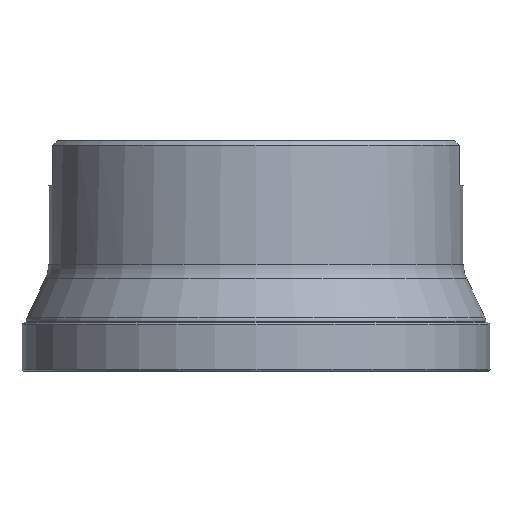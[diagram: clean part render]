
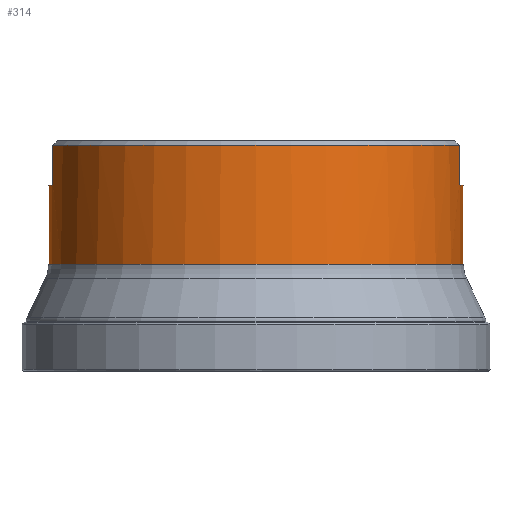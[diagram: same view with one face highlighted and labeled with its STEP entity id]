
A CAD part, left-side view. The second image highlights one B-rep face of the part: STEP entity #314.
In plain terms, the highlighted cylindrical face has radius 45 mm (diameter 90 mm), a full revolution.
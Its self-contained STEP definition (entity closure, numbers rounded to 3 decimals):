
#39=CYLINDRICAL_SURFACE('',#1536,45.);
#104=LINE('',#2465,#148);
#105=LINE('',#2467,#149);
#106=LINE('',#2508,#150);
#107=LINE('',#2509,#151);
#148=VECTOR('',#1787,1.);
#149=VECTOR('',#1788,1.);
#150=VECTOR('',#1791,1.);
#151=VECTOR('',#1792,1.);
#314=ADVANCED_FACE('',(#519,#520),#39,.T.);
#445=B_SPLINE_CURVE_WITH_KNOTS('',3,(#2469,#2470,#2471,#2472,#2473,#2474,
#2475,#2476,#2477,#2478,#2479,#2480,#2481,#2482,#2483,#2484,#2485,#2486,
#2487),.UNSPECIFIED.,.F.,.F.,(4,3,3,3,3,3,4),(0.,0.077,0.371,
0.796,0.885,0.955,1.),.UNSPECIFIED.);
#446=B_SPLINE_CURVE_WITH_KNOTS('',3,(#2491,#2492,#2493,#2494,#2495,#2496,
#2497,#2498,#2499,#2500,#2501,#2502,#2503,#2504,#2505,#2506),
 .UNSPECIFIED.,.F.,.F.,(4,3,3,3,3,4),(0.,0.041,0.106,
0.366,0.787,1.),.UNSPECIFIED.);
#447=B_SPLINE_CURVE_WITH_KNOTS('',3,(#2511,#2512,#2513,#2514,#2515,#2516,
#2517,#2518,#2519,#2520,#2521,#2522,#2523,#2524,#2525,#2526,#2527,#2528,
#2529),.UNSPECIFIED.,.F.,.F.,(4,3,3,3,3,3,4),(0.,0.077,0.371,
0.796,0.885,0.955,1.),.UNSPECIFIED.);
#448=B_SPLINE_CURVE_WITH_KNOTS('',3,(#2533,#2534,#2535,#2536,#2537,#2538,
#2539,#2540,#2541,#2542,#2543,#2544,#2545,#2546,#2547,#2548),
 .UNSPECIFIED.,.F.,.F.,(4,3,3,3,3,4),(0.,0.041,0.106,
0.366,0.787,1.),.UNSPECIFIED.);
#519=FACE_BOUND('',#628,.T.);
#520=FACE_BOUND('',#629,.T.);
#628=EDGE_LOOP('',(#797,#798,#799,#800,#801,#802,#803,#804,#805,#806,#807,
#808));
#629=EDGE_LOOP('',(#809));
#797=ORIENTED_EDGE('',*,*,#1258,.T.);
#798=ORIENTED_EDGE('',*,*,#1241,.F.);
#799=ORIENTED_EDGE('',*,*,#1259,.F.);
#800=ORIENTED_EDGE('',*,*,#1260,.F.);
#801=ORIENTED_EDGE('',*,*,#1261,.F.);
#802=ORIENTED_EDGE('',*,*,#1262,.F.);
#803=ORIENTED_EDGE('',*,*,#1263,.T.);
#804=ORIENTED_EDGE('',*,*,#1237,.F.);
#805=ORIENTED_EDGE('',*,*,#1264,.F.);
#806=ORIENTED_EDGE('',*,*,#1265,.F.);
#807=ORIENTED_EDGE('',*,*,#1266,.F.);
#808=ORIENTED_EDGE('',*,*,#1267,.F.);
#809=ORIENTED_EDGE('',*,*,#1268,.T.);
#1109=VERTEX_POINT('',#2371);
#1110=VERTEX_POINT('',#2373);
#1113=VERTEX_POINT('',#2396);
#1114=VERTEX_POINT('',#2397);
#1129=VERTEX_POINT('',#2466);
#1130=VERTEX_POINT('',#2468);
#1131=VERTEX_POINT('',#2488);
#1132=VERTEX_POINT('',#2490);
#1133=VERTEX_POINT('',#2507);
#1134=VERTEX_POINT('',#2510);
#1135=VERTEX_POINT('',#2530);
#1136=VERTEX_POINT('',#2532);
#1137=VERTEX_POINT('',#2550);
#1237=EDGE_CURVE('',#1109,#1110,#1413,.T.);
#1241=EDGE_CURVE('',#1113,#1114,#1415,.T.);
#1258=EDGE_CURVE('',#1129,#1114,#104,.T.);
#1259=EDGE_CURVE('',#1130,#1113,#105,.T.);
#1260=EDGE_CURVE('',#1131,#1130,#445,.T.);
#1261=EDGE_CURVE('',#1132,#1131,#1426,.T.);
#1262=EDGE_CURVE('',#1133,#1132,#446,.T.);
#1263=EDGE_CURVE('',#1133,#1110,#106,.T.);
#1264=EDGE_CURVE('',#1134,#1109,#107,.T.);
#1265=EDGE_CURVE('',#1135,#1134,#447,.T.);
#1266=EDGE_CURVE('',#1136,#1135,#1427,.T.);
#1267=EDGE_CURVE('',#1129,#1136,#448,.T.);
#1268=EDGE_CURVE('',#1137,#1137,#1428,.T.);
#1413=CIRCLE('',#1512,45.);
#1415=CIRCLE('',#1515,45.);
#1426=CIRCLE('',#1533,45.);
#1427=CIRCLE('',#1534,45.);
#1428=CIRCLE('',#1535,45.);
#1512=AXIS2_PLACEMENT_3D('',#2372,#1743,#1744);
#1515=AXIS2_PLACEMENT_3D('',#2395,#1749,#1750);
#1533=AXIS2_PLACEMENT_3D('',#2489,#1789,#1790);
#1534=AXIS2_PLACEMENT_3D('',#2531,#1793,#1794);
#1535=AXIS2_PLACEMENT_3D('',#2549,#1795,#1796);
#1536=AXIS2_PLACEMENT_3D('',#2551,#1797,#1798);
#1743=DIRECTION('',(0.,0.,1.));
#1744=DIRECTION('',(1.,0.,0.));
#1749=DIRECTION('',(0.,0.,1.));
#1750=DIRECTION('',(1.,0.,0.));
#1787=DIRECTION('',(0.,0.,1.));
#1788=DIRECTION('',(0.,0.,1.));
#1789=DIRECTION('',(0.,0.,1.));
#1790=DIRECTION('',(-1.,0.,0.));
#1791=DIRECTION('',(0.,0.,1.));
#1792=DIRECTION('',(0.,0.,1.));
#1793=DIRECTION('',(0.,0.,1.));
#1794=DIRECTION('',(-1.,0.,0.));
#1795=DIRECTION('',(0.,0.,1.));
#1796=DIRECTION('',(1.,0.,0.));
#1797=DIRECTION('',(0.,0.,1.));
#1798=DIRECTION('',(1.,0.,0.));
#2371=CARTESIAN_POINT('',(-9.027,44.085,-1.));
#2372=CARTESIAN_POINT('',(0.,0.,-1.));
#2373=CARTESIAN_POINT('',(-9.027,-44.085,-1.));
#2395=CARTESIAN_POINT('',(0.,0.,-1.));
#2396=CARTESIAN_POINT('',(9.027,-44.085,-1.));
#2397=CARTESIAN_POINT('',(9.027,44.085,-1.));
#2465=CARTESIAN_POINT('',(9.027,44.085,-9.775));
#2466=CARTESIAN_POINT('',(9.027,44.085,-8.9));
#2467=CARTESIAN_POINT('',(9.027,-44.085,-9.775));
#2468=CARTESIAN_POINT('',(9.027,-44.085,-8.9));
#2469=CARTESIAN_POINT('',(7.729,-44.331,-9.7));
#2470=CARTESIAN_POINT('',(7.77,-44.324,-9.7));
#2471=CARTESIAN_POINT('',(7.811,-44.317,-9.698));
#2472=CARTESIAN_POINT('',(7.853,-44.31,-9.693));
#2473=CARTESIAN_POINT('',(8.008,-44.282,-9.677));
#2474=CARTESIAN_POINT('',(8.161,-44.254,-9.63));
#2475=CARTESIAN_POINT('',(8.302,-44.227,-9.563));
#2476=CARTESIAN_POINT('',(8.506,-44.189,-9.468));
#2477=CARTESIAN_POINT('',(8.696,-44.152,-9.334));
#2478=CARTESIAN_POINT('',(8.857,-44.12,-9.175));
#2479=CARTESIAN_POINT('',(8.891,-44.113,-9.141));
#2480=CARTESIAN_POINT('',(8.924,-44.106,-9.106));
#2481=CARTESIAN_POINT('',(8.954,-44.1,-9.067));
#2482=CARTESIAN_POINT('',(8.977,-44.096,-9.038));
#2483=CARTESIAN_POINT('',(8.998,-44.091,-9.006));
#2484=CARTESIAN_POINT('',(9.012,-44.088,-8.972));
#2485=CARTESIAN_POINT('',(9.022,-44.086,-8.949));
#2486=CARTESIAN_POINT('',(9.027,-44.085,-8.924));
#2487=CARTESIAN_POINT('',(9.027,-44.085,-8.9));
#2488=CARTESIAN_POINT('',(7.729,-44.331,-9.7));
#2489=CARTESIAN_POINT('',(0.,0.,-9.7));
#2490=CARTESIAN_POINT('',(-7.729,-44.331,-9.7));
#2491=CARTESIAN_POINT('',(-9.027,-44.085,-8.9));
#2492=CARTESIAN_POINT('',(-9.027,-44.085,-8.922));
#2493=CARTESIAN_POINT('',(-9.023,-44.086,-8.945));
#2494=CARTESIAN_POINT('',(-9.015,-44.088,-8.965));
#2495=CARTESIAN_POINT('',(-9.002,-44.09,-8.999));
#2496=CARTESIAN_POINT('',(-8.983,-44.094,-9.029));
#2497=CARTESIAN_POINT('',(-8.962,-44.099,-9.057));
#2498=CARTESIAN_POINT('',(-8.878,-44.116,-9.169));
#2499=CARTESIAN_POINT('',(-8.77,-44.137,-9.261));
#2500=CARTESIAN_POINT('',(-8.659,-44.159,-9.345));
#2501=CARTESIAN_POINT('',(-8.482,-44.194,-9.48));
#2502=CARTESIAN_POINT('',(-8.28,-44.232,-9.592));
#2503=CARTESIAN_POINT('',(-8.065,-44.271,-9.652));
#2504=CARTESIAN_POINT('',(-7.956,-44.291,-9.683));
#2505=CARTESIAN_POINT('',(-7.842,-44.312,-9.7));
#2506=CARTESIAN_POINT('',(-7.729,-44.331,-9.7));
#2507=CARTESIAN_POINT('',(-9.027,-44.085,-8.9));
#2508=CARTESIAN_POINT('',(-9.027,-44.085,-9.775));
#2509=CARTESIAN_POINT('',(-9.027,44.085,-9.775));
#2510=CARTESIAN_POINT('',(-9.027,44.085,-8.9));
#2511=CARTESIAN_POINT('',(-7.729,44.331,-9.7));
#2512=CARTESIAN_POINT('',(-7.77,44.324,-9.7));
#2513=CARTESIAN_POINT('',(-7.811,44.317,-9.698));
#2514=CARTESIAN_POINT('',(-7.853,44.31,-9.693));
#2515=CARTESIAN_POINT('',(-8.008,44.282,-9.677));
#2516=CARTESIAN_POINT('',(-8.161,44.254,-9.63));
#2517=CARTESIAN_POINT('',(-8.302,44.227,-9.563));
#2518=CARTESIAN_POINT('',(-8.506,44.189,-9.468));
#2519=CARTESIAN_POINT('',(-8.696,44.152,-9.334));
#2520=CARTESIAN_POINT('',(-8.857,44.12,-9.175));
#2521=CARTESIAN_POINT('',(-8.891,44.113,-9.141));
#2522=CARTESIAN_POINT('',(-8.924,44.106,-9.106));
#2523=CARTESIAN_POINT('',(-8.954,44.1,-9.067));
#2524=CARTESIAN_POINT('',(-8.977,44.096,-9.038));
#2525=CARTESIAN_POINT('',(-8.998,44.091,-9.006));
#2526=CARTESIAN_POINT('',(-9.012,44.088,-8.972));
#2527=CARTESIAN_POINT('',(-9.022,44.086,-8.949));
#2528=CARTESIAN_POINT('',(-9.027,44.085,-8.924));
#2529=CARTESIAN_POINT('',(-9.027,44.085,-8.9));
#2530=CARTESIAN_POINT('',(-7.729,44.331,-9.7));
#2531=CARTESIAN_POINT('',(0.,0.,-9.7));
#2532=CARTESIAN_POINT('',(7.729,44.331,-9.7));
#2533=CARTESIAN_POINT('',(9.027,44.085,-8.9));
#2534=CARTESIAN_POINT('',(9.027,44.085,-8.922));
#2535=CARTESIAN_POINT('',(9.023,44.086,-8.945));
#2536=CARTESIAN_POINT('',(9.015,44.088,-8.965));
#2537=CARTESIAN_POINT('',(9.002,44.09,-8.999));
#2538=CARTESIAN_POINT('',(8.983,44.094,-9.029));
#2539=CARTESIAN_POINT('',(8.962,44.099,-9.057));
#2540=CARTESIAN_POINT('',(8.878,44.116,-9.169));
#2541=CARTESIAN_POINT('',(8.77,44.137,-9.261));
#2542=CARTESIAN_POINT('',(8.659,44.159,-9.345));
#2543=CARTESIAN_POINT('',(8.482,44.194,-9.48));
#2544=CARTESIAN_POINT('',(8.28,44.232,-9.592));
#2545=CARTESIAN_POINT('',(8.065,44.271,-9.652));
#2546=CARTESIAN_POINT('',(7.956,44.291,-9.683));
#2547=CARTESIAN_POINT('',(7.842,44.312,-9.7));
#2548=CARTESIAN_POINT('',(7.729,44.331,-9.7));
#2549=CARTESIAN_POINT('',(0.,0.,-26.75));
#2550=CARTESIAN_POINT('',(45.,0.,-26.75));
#2551=CARTESIAN_POINT('',(0.,0.,0.));
